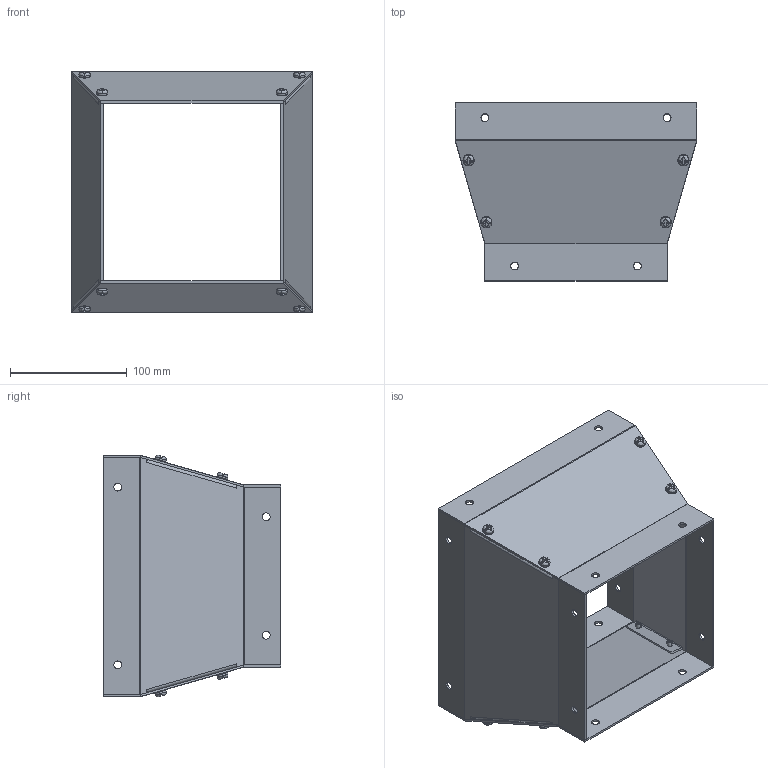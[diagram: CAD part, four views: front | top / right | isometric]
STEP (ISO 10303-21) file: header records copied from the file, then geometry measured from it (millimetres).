
FILE_DESCRIPTION (( 'STEP AP203' ), '1' );
FILE_NAME ('CWRD86.step', '2024-04-25T15:00:15', ( '' ), ( '' ), 'SwSTEP 2.0', 'SolidWorks 2023', '' );
FILE_SCHEMA (( 'CONFIG_CONTROL_DESIGN' ));
Length unit declared in the file: inch
Products named in the file (1): CWRD86
Bounding box: 206.86 x 152.4 x 207.27 mm (x, y, z)
Volume: 212507.8 mm3; surface area: 238458.8 mm2
Topology: 12 solids, 12 shells, 416 faces, 1056 edges, 672 vertices
Faces by surface type: plane 232, cylinder 120, bspline 48, cone 16
Entity records: 14441 total; most frequent: CARTESIAN_POINT 4553, ORIENTED_EDGE 2112, DIRECTION 1908, EDGE_CURVE 1056, AXIS2_PLACEMENT_3D 673, VERTEX_POINT 672, LINE 562, VECTOR 562
